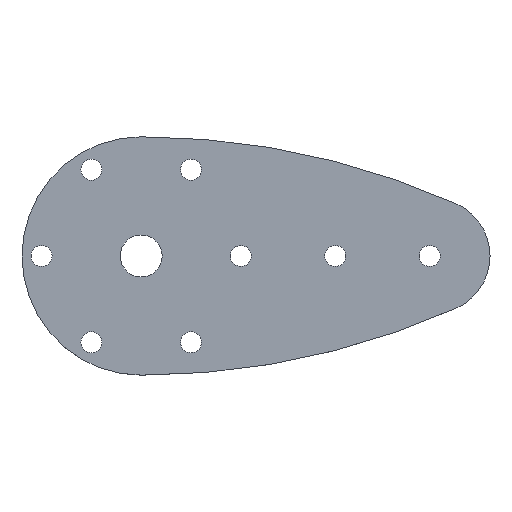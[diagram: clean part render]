
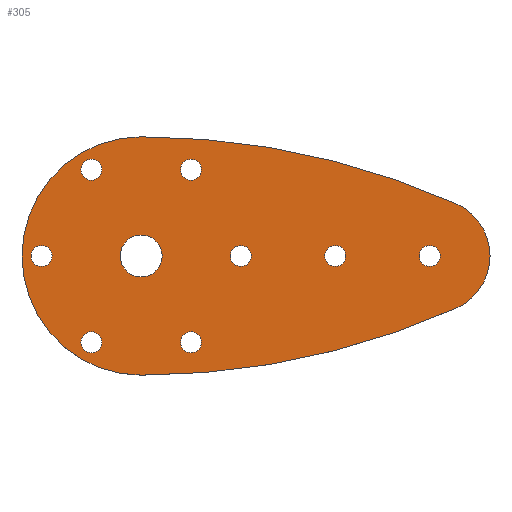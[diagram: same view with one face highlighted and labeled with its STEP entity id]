
A CAD part, top view. The second image highlights one B-rep face of the part: STEP entity #305.
In plain terms, the highlighted planar face has unit normal (0, 0, 1).
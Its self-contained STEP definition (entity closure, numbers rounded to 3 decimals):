
#24=FACE_BOUND('',#74,.T.);
#25=FACE_BOUND('',#75,.T.);
#26=FACE_BOUND('',#76,.T.);
#27=FACE_BOUND('',#77,.T.);
#28=FACE_BOUND('',#78,.T.);
#29=FACE_BOUND('',#79,.T.);
#30=FACE_BOUND('',#80,.T.);
#31=FACE_BOUND('',#81,.T.);
#32=FACE_BOUND('',#82,.T.);
#34=PLANE('',#360);
#49=FACE_OUTER_BOUND('',#73,.T.);
#73=EDGE_LOOP('',(#265,#266,#267,#268));
#74=EDGE_LOOP('',(#269));
#75=EDGE_LOOP('',(#270));
#76=EDGE_LOOP('',(#271));
#77=EDGE_LOOP('',(#272));
#78=EDGE_LOOP('',(#273));
#79=EDGE_LOOP('',(#274));
#80=EDGE_LOOP('',(#275));
#81=EDGE_LOOP('',(#276));
#82=EDGE_LOOP('',(#277));
#110=CIRCLE('',#322,2.5);
#112=CIRCLE('',#325,2.5);
#114=CIRCLE('',#328,2.5);
#116=CIRCLE('',#331,2.5);
#118=CIRCLE('',#334,2.5);
#120=CIRCLE('',#337,2.5);
#122=CIRCLE('',#340,2.5);
#124=CIRCLE('',#343,2.5);
#126=CIRCLE('',#346,5.);
#127=CIRCLE('',#348,184.837);
#129=CIRCLE('',#351,13.676);
#131=CIRCLE('',#354,184.837);
#133=CIRCLE('',#357,28.4);
#136=VERTEX_POINT('',#462);
#138=VERTEX_POINT('',#468);
#140=VERTEX_POINT('',#474);
#142=VERTEX_POINT('',#480);
#144=VERTEX_POINT('',#486);
#146=VERTEX_POINT('',#492);
#148=VERTEX_POINT('',#498);
#150=VERTEX_POINT('',#504);
#152=VERTEX_POINT('',#510);
#153=VERTEX_POINT('',#514);
#154=VERTEX_POINT('',#515);
#157=VERTEX_POINT('',#523);
#159=VERTEX_POINT('',#529);
#163=EDGE_CURVE('',#136,#136,#110,.T.);
#166=EDGE_CURVE('',#138,#138,#112,.T.);
#169=EDGE_CURVE('',#140,#140,#114,.T.);
#172=EDGE_CURVE('',#142,#142,#116,.T.);
#175=EDGE_CURVE('',#144,#144,#118,.T.);
#178=EDGE_CURVE('',#146,#146,#120,.T.);
#181=EDGE_CURVE('',#148,#148,#122,.T.);
#184=EDGE_CURVE('',#150,#150,#124,.T.);
#187=EDGE_CURVE('',#152,#152,#126,.T.);
#188=EDGE_CURVE('',#153,#154,#127,.T.);
#192=EDGE_CURVE('',#157,#153,#129,.T.);
#195=EDGE_CURVE('',#159,#157,#131,.T.);
#198=EDGE_CURVE('',#154,#159,#133,.T.);
#265=ORIENTED_EDGE('',*,*,#198,.F.);
#266=ORIENTED_EDGE('',*,*,#188,.F.);
#267=ORIENTED_EDGE('',*,*,#192,.F.);
#268=ORIENTED_EDGE('',*,*,#195,.F.);
#269=ORIENTED_EDGE('',*,*,#187,.F.);
#270=ORIENTED_EDGE('',*,*,#184,.F.);
#271=ORIENTED_EDGE('',*,*,#181,.F.);
#272=ORIENTED_EDGE('',*,*,#178,.F.);
#273=ORIENTED_EDGE('',*,*,#175,.F.);
#274=ORIENTED_EDGE('',*,*,#172,.F.);
#275=ORIENTED_EDGE('',*,*,#169,.F.);
#276=ORIENTED_EDGE('',*,*,#166,.F.);
#277=ORIENTED_EDGE('',*,*,#163,.F.);
#305=ADVANCED_FACE('',(#49,#24,#25,#26,#27,#28,#29,#30,#31,#32),#34,.F.);
#322=AXIS2_PLACEMENT_3D('',#464,#368,#369);
#325=AXIS2_PLACEMENT_3D('',#470,#375,#376);
#328=AXIS2_PLACEMENT_3D('',#476,#382,#383);
#331=AXIS2_PLACEMENT_3D('',#482,#389,#390);
#334=AXIS2_PLACEMENT_3D('',#488,#396,#397);
#337=AXIS2_PLACEMENT_3D('',#494,#403,#404);
#340=AXIS2_PLACEMENT_3D('',#500,#410,#411);
#343=AXIS2_PLACEMENT_3D('',#506,#417,#418);
#346=AXIS2_PLACEMENT_3D('',#512,#424,#425);
#348=AXIS2_PLACEMENT_3D('',#516,#428,#429);
#351=AXIS2_PLACEMENT_3D('',#524,#436,#437);
#354=AXIS2_PLACEMENT_3D('',#530,#443,#444);
#357=AXIS2_PLACEMENT_3D('',#535,#450,#451);
#360=AXIS2_PLACEMENT_3D('',#538,#456,#457);
#368=DIRECTION('center_axis',(0.,0.,1.));
#369=DIRECTION('ref_axis',(1.,0.,0.));
#375=DIRECTION('center_axis',(0.,0.,1.));
#376=DIRECTION('ref_axis',(1.,0.,0.));
#382=DIRECTION('center_axis',(0.,0.,1.));
#383=DIRECTION('ref_axis',(1.,0.,0.));
#389=DIRECTION('center_axis',(0.,0.,1.));
#390=DIRECTION('ref_axis',(1.,0.,0.));
#396=DIRECTION('center_axis',(0.,0.,1.));
#397=DIRECTION('ref_axis',(1.,0.,0.));
#403=DIRECTION('center_axis',(0.,0.,1.));
#404=DIRECTION('ref_axis',(1.,0.,0.));
#410=DIRECTION('center_axis',(0.,0.,1.));
#411=DIRECTION('ref_axis',(1.,0.,0.));
#417=DIRECTION('center_axis',(0.,0.,1.));
#418=DIRECTION('ref_axis',(1.,0.,0.));
#424=DIRECTION('center_axis',(0.,0.,1.));
#425=DIRECTION('ref_axis',(1.,0.,0.));
#428=DIRECTION('center_axis',(0.,0.,-1.));
#429=DIRECTION('ref_axis',(0.406,-0.914,0.));
#436=DIRECTION('center_axis',(0.,0.,-1.));
#437=DIRECTION('ref_axis',(0.406,0.914,0.));
#443=DIRECTION('center_axis',(0.,0.,-1.));
#444=DIRECTION('ref_axis',(0.,1.,0.));
#450=DIRECTION('center_axis',(0.,0.,-1.));
#451=DIRECTION('ref_axis',(0.,-1.,0.));
#456=DIRECTION('center_axis',(0.,0.,-1.));
#457=DIRECTION('ref_axis',(1.,0.,0.));
#462=CARTESIAN_POINT('',(66.25,0.,2.5));
#464=CARTESIAN_POINT('Origin',(68.75,0.,2.5));
#468=CARTESIAN_POINT('',(9.375,20.568,2.5));
#470=CARTESIAN_POINT('Origin',(11.875,20.568,2.5));
#474=CARTESIAN_POINT('',(-26.25,0.,2.5));
#476=CARTESIAN_POINT('Origin',(-23.75,0.,2.5));
#480=CARTESIAN_POINT('',(-14.375,-20.568,2.5));
#482=CARTESIAN_POINT('Origin',(-11.875,-20.568,2.5));
#486=CARTESIAN_POINT('',(43.75,0.,2.5));
#488=CARTESIAN_POINT('Origin',(46.25,0.,2.5));
#492=CARTESIAN_POINT('',(-14.375,20.568,2.5));
#494=CARTESIAN_POINT('Origin',(-11.875,20.568,2.5));
#498=CARTESIAN_POINT('',(9.375,-20.568,2.5));
#500=CARTESIAN_POINT('Origin',(11.875,-20.568,2.5));
#504=CARTESIAN_POINT('',(21.25,0.,2.5));
#506=CARTESIAN_POINT('Origin',(23.75,0.,2.5));
#510=CARTESIAN_POINT('',(-5.,0.,2.5));
#512=CARTESIAN_POINT('Origin',(0.,0.,2.5));
#514=CARTESIAN_POINT('',(75.,-12.5,2.5));
#515=CARTESIAN_POINT('',(0.,-28.4,2.5));
#516=CARTESIAN_POINT('Origin',(0.,156.437,2.5));
#523=CARTESIAN_POINT('',(75.,12.5,2.5));
#524=CARTESIAN_POINT('Origin',(69.451,0.,2.5));
#529=CARTESIAN_POINT('',(0.,28.4,2.5));
#530=CARTESIAN_POINT('Origin',(0.,-156.437,2.5));
#535=CARTESIAN_POINT('Origin',(0.,0.,2.5));
#538=CARTESIAN_POINT('Origin',(27.364,0.,2.5));
